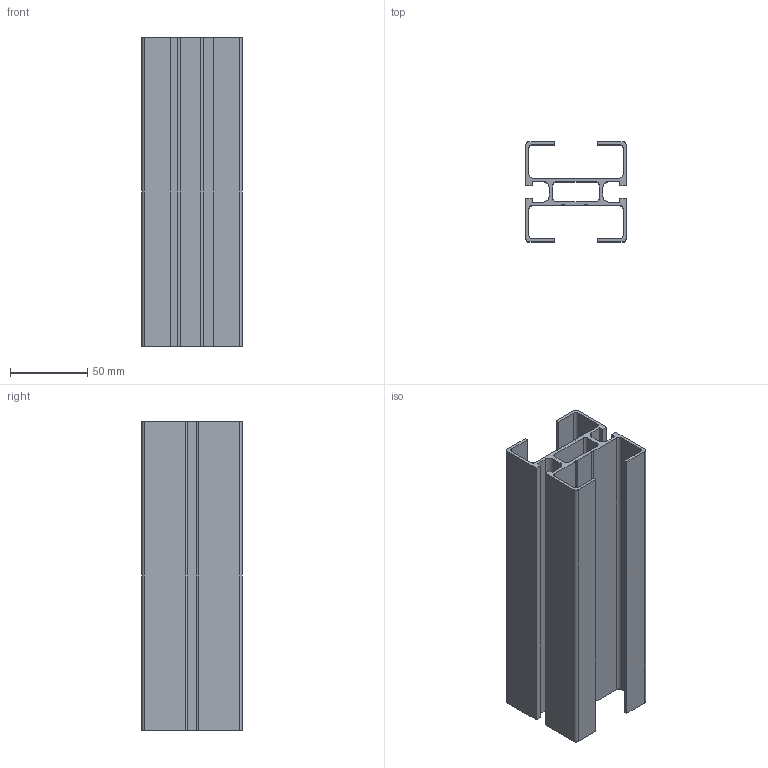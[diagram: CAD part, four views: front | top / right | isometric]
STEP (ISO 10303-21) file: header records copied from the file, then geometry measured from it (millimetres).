
FILE_DESCRIPTION(/* description */ (''),/* implementation_level */ '2;1');
FILE_NAME(/* name */ '106565.stp',/* time_stamp */ '2024-03-27T10:32:12+01:00',/* author */ ('a.szczepanik'),/* organization */ (''),/* preprocessor_version */ 'ST-DEVELOPER v18.1',/* originating_system */ 'Autodesk Inventor 2021',/* authorisation */ '');
FILE_SCHEMA (('AUTOMOTIVE_DESIGN { 1 0 10303 214 3 1 1 }'));
Length unit declared in the file: millimetre
Products named in the file (2): 106565; 106565-106565-1
Assembly tree (1 placements, depth 2):
  106565
    106565-106565-1
Bounding box: 65 x 65 x 200 mm (x, y, z)
Volume: 148440.4 mm3; surface area: 128724 mm2
Topology: 1 solids, 1 shells, 78 faces, 228 edges, 152 vertices
Faces by surface type: plane 58, cylinder 20
Entity records: 2643 total; most frequent: CARTESIAN_POINT 461, ORIENTED_EDGE 456, DIRECTION 430, EDGE_CURVE 228, LINE 188, VECTOR 188, VERTEX_POINT 152, AXIS2_PLACEMENT_3D 121
